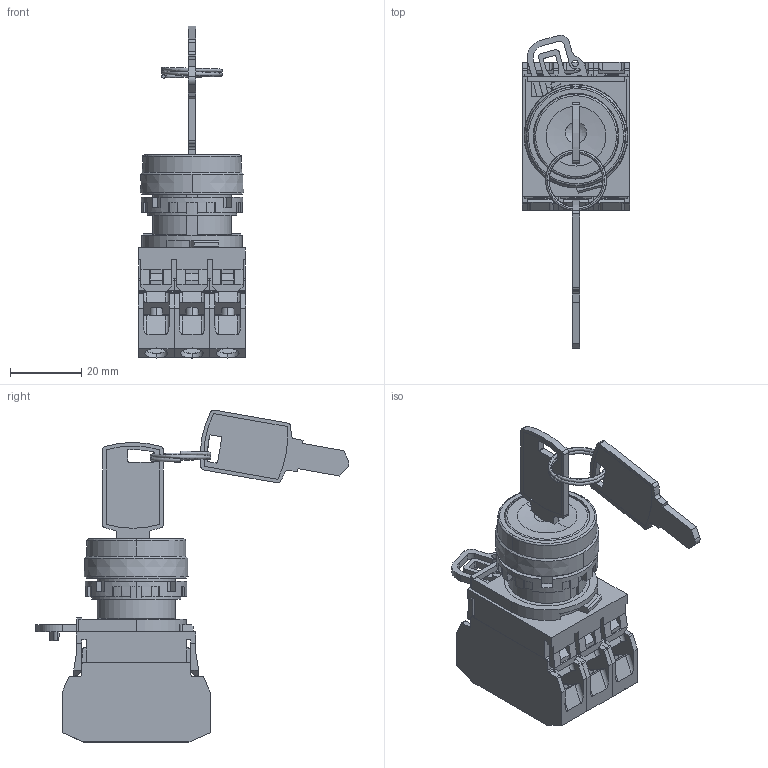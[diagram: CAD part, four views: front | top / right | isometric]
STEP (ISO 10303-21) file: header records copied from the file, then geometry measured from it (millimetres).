
FILE_DESCRIPTION (( 'STEP AP214' ), '1' );
FILE_NAME ('17_YW1K-$($)$Exx(N$).STEP', '2020-11-10T00:26:17', ( 'IDEC' ), ( 'IDEC' ), 'SwSTEP 2.0', 'SolidWorks 2019', '' );
FILE_SCHEMA (( 'AUTOMOTIVE_DESIGN' ));
Length unit declared in the file: millimetre
Products named in the file (5): 17_YW1K-$($)$Exx(N$); YW-Exx(R); YW1K-BODY; FW-LOCK-NUT; YW-CN(-N)
Assembly tree (6 placements, depth 2):
  17_YW1K-$($)$Exx(N$)
    YW1K-BODY
    YW-CN(-N)
    YW-Exx(R)  x3
    FW-LOCK-NUT
Bounding box: 30 x 87.79 x 92.88 mm (x, y, z)
Volume: 48998.1 mm3; surface area: 26671.3 mm2
Topology: 7 solids, 8 shells, 1120 faces, 3147 edges, 2042 vertices
Faces by surface type: plane 716, cylinder 321, bspline 46, cone 37
Entity records: 23716 total; most frequent: CARTESIAN_POINT 5226, ORIENTED_EDGE 3926, DIRECTION 3692, EDGE_CURVE 1963, LINE 1396, VECTOR 1396, VERTEX_POINT 1270, AXIS2_PLACEMENT_3D 1148
